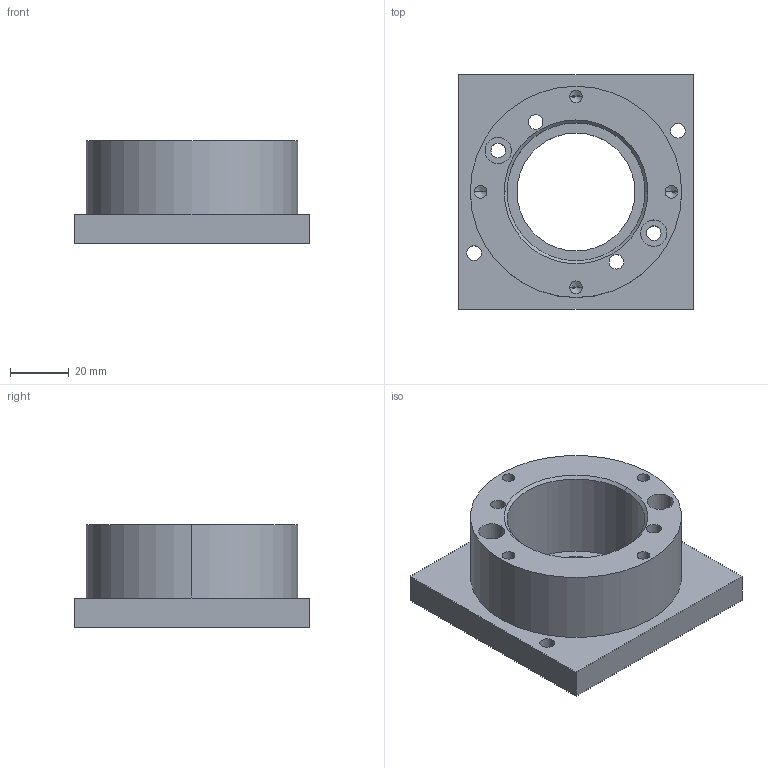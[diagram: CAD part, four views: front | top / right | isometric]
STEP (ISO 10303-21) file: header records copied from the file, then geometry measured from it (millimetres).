
FILE_DESCRIPTION (( 'STEP AP203' ), '1' );
FILE_NAME ('Block_3_sintern_Gegenplatte.step', '2017-06-22T16:13:18', ( '' ), ( '' ), 'SwSTEP 2.0', 'SolidWorks 2016', '' );
FILE_SCHEMA (( 'CONFIG_CONTROL_DESIGN' ));
Length unit declared in the file: millimetre
Products named in the file (1): Block_3_sintern_Gegenplatte
Bounding box: 80 x 80 x 35 mm (x, y, z)
Volume: 101655.2 mm3; surface area: 27967.9 mm2
Topology: 1 solids, 1 shells, 62 faces, 152 edges, 94 vertices
Faces by surface type: cylinder 38, plane 14, cone 10
Entity records: 1903 total; most frequent: DIRECTION 348, CARTESIAN_POINT 301, ORIENTED_EDGE 288, EDGE_CURVE 144, AXIS2_PLACEMENT_3D 141, VERTEX_POINT 94, EDGE_LOOP 86, CIRCLE 78
